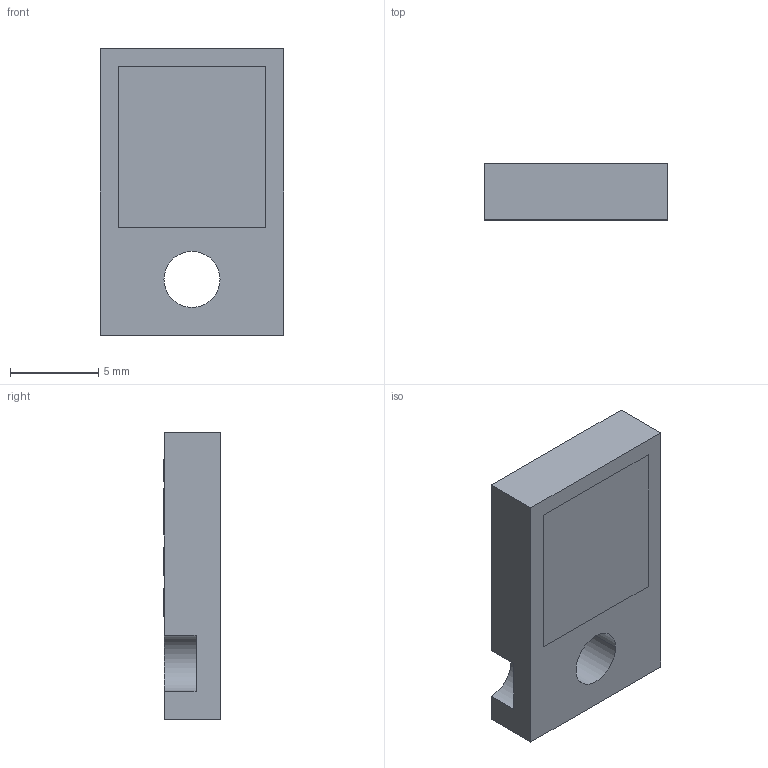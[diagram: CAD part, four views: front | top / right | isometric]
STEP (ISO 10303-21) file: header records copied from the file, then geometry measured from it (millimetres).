
FILE_DESCRIPTION (( 'STEP AP214' ), '1' );
FILE_NAME ('PWR221T-50.STEP', '2020-11-16T08:51:15', ( '' ), ( '' ), 'SwSTEP 2.0', 'SolidWorks 2019', '' );
FILE_SCHEMA (( 'AUTOMOTIVE_DESIGN' ));
Length unit declared in the file: millimetre
Products named in the file (1): PWR221T-50
Bounding box: 10.41 x 3.2 x 16.26 mm (x, y, z)
Volume: 511.5 mm3; surface area: 786.7 mm2
Topology: 31 solids, 31 shells, 642 faces, 1737 edges, 1158 vertices
Faces by surface type: plane 427, bspline 198, cylinder 17
Entity records: 28397 total; most frequent: CARTESIAN_POINT 6116, ORIENTED_EDGE 3474, DIRECTION 2265, EDGE_CURVE 1737, VECTOR 1307, LINE 1307, VERTEX_POINT 1158, UNCERTAINTY_MEASURE_WITH_UNIT 675
